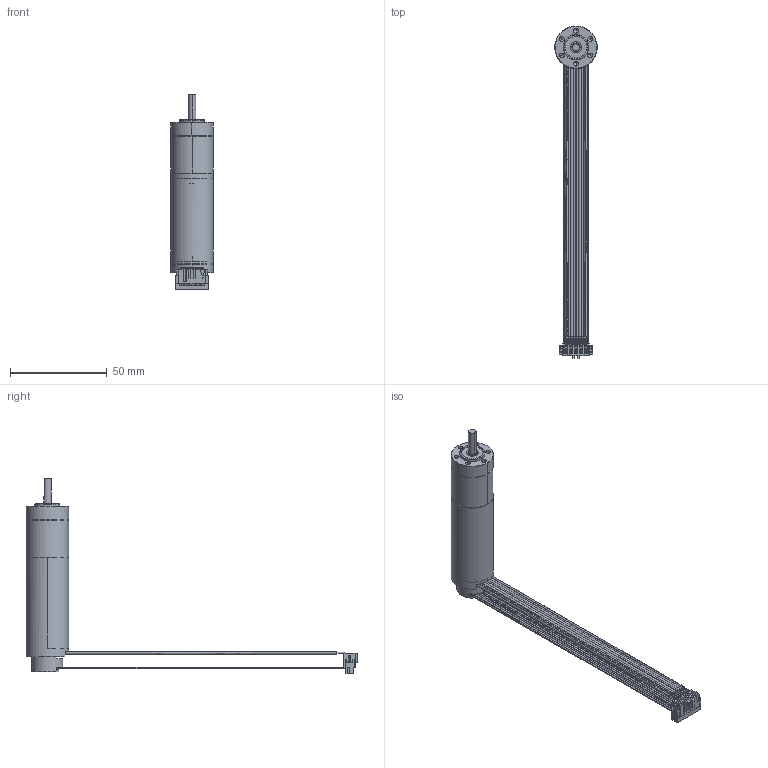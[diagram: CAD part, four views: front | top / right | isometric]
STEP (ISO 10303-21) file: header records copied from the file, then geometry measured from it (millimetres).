
FILE_DESCRIPTION((''),'2;1');
FILE_NAME('ECU22048_M16_PG22M_2','2021-11-05T11:09:36',('MS22785'),(''),'CREO PARAMETRIC BY PTC INC, 2018100','CREO PARAMETRIC BY PTC INC, 2018100','');
FILE_SCHEMA(('CONFIG_CONTROL_DESIGN'));
Length unit declared in the file: millimetre
Products named in the file (1): ECU22048_M16_PG22M_2
Bounding box: 22 x 171.88 x 101.48 mm (x, y, z)
Volume: 16399.9 mm3; surface area: 27432.3 mm2
Topology: 1 solids, 3 shells, 2145 faces, 6025 edges, 3906 vertices
Faces by surface type: plane 1026, cylinder 638, cone 211, extrusion 152, bspline 48, torus 46, sphere 24
Entity records: 75722 total; most frequent: CARTESIAN_POINT 20252, ORIENTED_EDGE 12010, DIRECTION 11052, EDGE_CURVE 6005, VERTEX_POINT 3908, VECTOR 3716, AXIS2_PLACEMENT_3D 3668, LINE 3564
